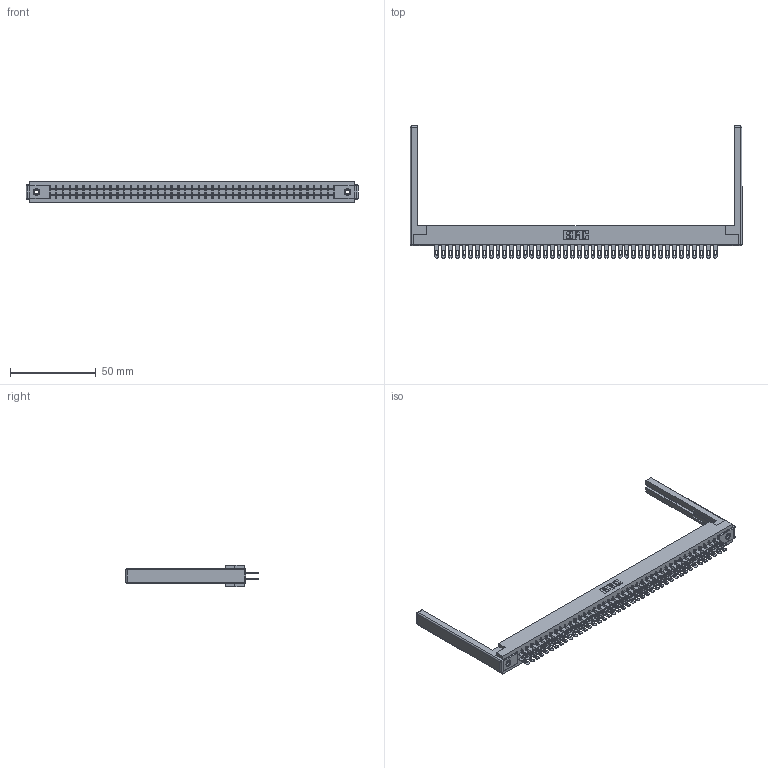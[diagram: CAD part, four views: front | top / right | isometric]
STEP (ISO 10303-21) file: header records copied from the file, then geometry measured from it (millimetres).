
FILE_DESCRIPTION (( 'STEP AP203' ), '1' );
FILE_NAME ('305-084-500-568.STEP', '2019-09-10T11:49:36', ( '' ), ( '' ), 'SwSTEP 2.0', 'SolidWorks 2016', '' );
FILE_SCHEMA (( 'CONFIG_CONTROL_DESIGN' ));
Length unit declared in the file: inch
Products named in the file (5): 305 Part_.156 Dia; 307-220-068; 305-290-001_500; 345-250-001_345-250-001-102; 305-084-500-568
Assembly tree (89 placements, depth 2):
  305-084-500-568
    305 Part_.156 Dia
    305-290-001_500  x84
    345-250-001_345-250-001-102  x2
    307-220-068  x2
Bounding box: 193.85 x 77.14 x 12.7 mm (x, y, z)
Volume: 24292.2 mm3; surface area: 31864.9 mm2
Topology: 89 solids, 89 shells, 4470 faces, 12760 edges, 8260 vertices
Faces by surface type: plane 2508, cylinder 1770, sphere 176, cone 12, torus 4
Entity records: 48256 total; most frequent: CARTESIAN_POINT 7957, ORIENTED_EDGE 7890, DIRECTION 7719, EDGE_CURVE 3945, LINE 3179, VECTOR 3179, VERTEX_POINT 2508, AXIS2_PLACEMENT_3D 2270
